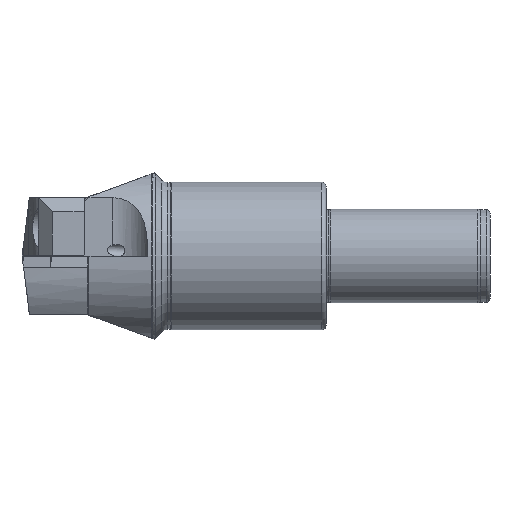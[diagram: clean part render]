
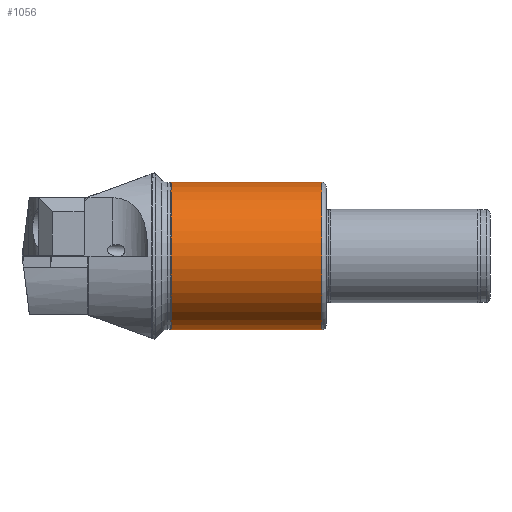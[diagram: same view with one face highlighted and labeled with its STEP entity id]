
A CAD part, front view. The second image highlights one B-rep face of the part: STEP entity #1056.
In plain terms, the highlighted cylindrical face has radius 31.5 mm (diameter 63 mm), a full revolution.
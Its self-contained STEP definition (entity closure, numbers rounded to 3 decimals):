
#889=FACE_BOUND('',#1272,.T.);
#890=FACE_BOUND('',#1273,.T.);
#1056=ADVANCED_FACE('',(#889,#890),#1150,.T.);
#1150=CYLINDRICAL_SURFACE('',#2679,31.5);
#1272=EDGE_LOOP('',(#1810));
#1273=EDGE_LOOP('',(#1811));
#1679=CIRCLE('',#2676,31.5);
#1680=CIRCLE('',#2678,31.5);
#1810=ORIENTED_EDGE('',*,*,#2433,.F.);
#1811=ORIENTED_EDGE('',*,*,#2434,.T.);
#2249=VERTEX_POINT('',#3553);
#2250=VERTEX_POINT('',#3556);
#2433=EDGE_CURVE('',#2249,#2249,#1679,.T.);
#2434=EDGE_CURVE('',#2250,#2250,#1680,.T.);
#2676=AXIS2_PLACEMENT_3D('',#3552,#2941,#2942);
#2678=AXIS2_PLACEMENT_3D('',#3555,#2945,#2946);
#2679=AXIS2_PLACEMENT_3D('',#3557,#2947,#2948);
#2941=DIRECTION('',(-1.,0.,0.));
#2942=DIRECTION('',(0.,0.,1.));
#2945=DIRECTION('',(-1.,0.,0.));
#2946=DIRECTION('',(0.,0.,1.));
#2947=DIRECTION('',(-1.,0.,0.));
#2948=DIRECTION('',(0.,0.,1.));
#3552=CARTESIAN_POINT('',(37.13,0.,0.));
#3553=CARTESIAN_POINT('',(37.13,0.,31.5));
#3555=CARTESIAN_POINT('',(101.38,0.,0.));
#3556=CARTESIAN_POINT('',(101.38,0.,31.5));
#3557=CARTESIAN_POINT('',(0.,0.,0.));
